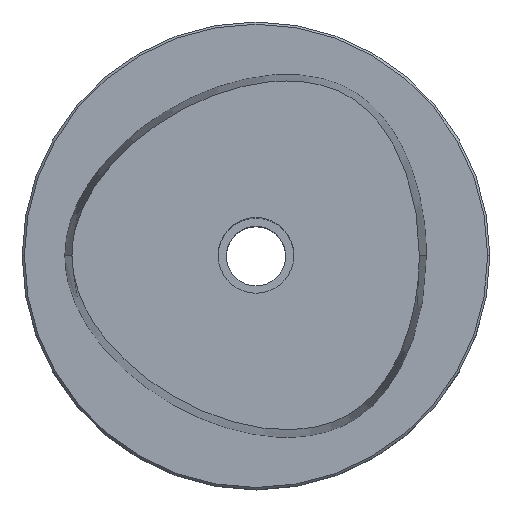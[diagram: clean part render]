
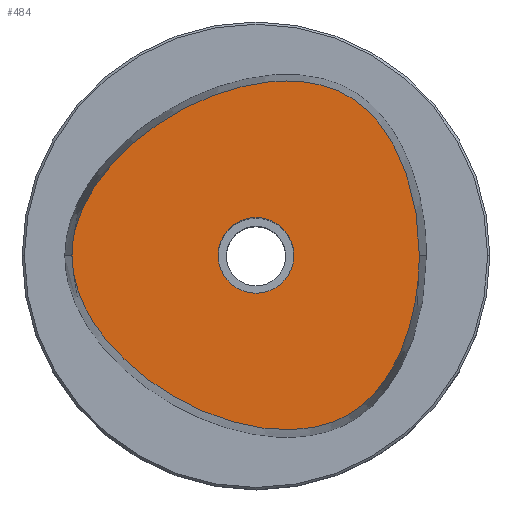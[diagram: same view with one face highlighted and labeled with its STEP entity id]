
A CAD part, top view. The second image highlights one B-rep face of the part: STEP entity #484.
In plain terms, the highlighted planar face has unit normal (0, 0, 1).
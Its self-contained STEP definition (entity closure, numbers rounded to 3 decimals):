
#6=CARTESIAN_POINT('',(-24.8,0.,38.));
#7=CARTESIAN_POINT('',(-24.8,-7.298,38.));
#8=CARTESIAN_POINT('',(-12.64,-21.893,38.));
#9=CARTESIAN_POINT('',(15.44,-26.743,38.));
#10=CARTESIAN_POINT('',(22.,-8.914,38.));
#11=CARTESIAN_POINT('',(22.,0.,38.));
#17=CARTESIAN_POINT('',(22.,0.,38.));
#18=CARTESIAN_POINT('',(22.,8.914,38.));
#19=CARTESIAN_POINT('',(15.44,26.743,38.));
#20=CARTESIAN_POINT('',(-12.64,21.893,38.));
#21=CARTESIAN_POINT('',(-24.8,7.298,38.));
#22=CARTESIAN_POINT('',(-24.8,0.,38.));
#27=CARTESIAN_POINT('',(0.,0.,38.));
#28=DIRECTION('',(0.,0.,-1.));
#29=DIRECTION('',(-1.,0.,0.));
#30=AXIS2_PLACEMENT_3D('',#27,#28,#29);
#35=CARTESIAN_POINT('',(0.,0.,38.));
#36=DIRECTION('',(0.,0.,-1.));
#37=DIRECTION('',(1.,0.,0.));
#38=AXIS2_PLACEMENT_3D('',#35,#36,#37);
#435=VERTEX_POINT('',#6);
#436=VERTEX_POINT('',#11);
#439=CARTESIAN_POINT('',(-5.1,0.,38.));
#440=CARTESIAN_POINT('',(5.1,0.,38.));
#441=VERTEX_POINT('',#439);
#442=VERTEX_POINT('',#440);
#467=CARTESIAN_POINT('',(0.,0.,38.));
#468=DIRECTION('',(0.,0.,-1.));
#469=DIRECTION('',(-1.,0.,0.));
#470=AXIS2_PLACEMENT_3D('',#467,#468,#469);
#471=PLANE('',#470);
#473=ORIENTED_EDGE('',*,*,#472,.F.);
#475=ORIENTED_EDGE('',*,*,#474,.F.);
#476=EDGE_LOOP('',(#473,#475));
#477=FACE_OUTER_BOUND('',#476,.F.);
#479=ORIENTED_EDGE('',*,*,#478,.F.);
#481=ORIENTED_EDGE('',*,*,#480,.F.);
#482=EDGE_LOOP('',(#479,#481));
#483=FACE_BOUND('',#482,.F.);
#12=B_SPLINE_CURVE_WITH_KNOTS('',3,(#6,#7,#8,#9,#10,#11),.UNSPECIFIED.,.F.,.F.,(
4,1,1,4),(0.,0.333,0.667,1.),.UNSPECIFIED.);
#23=B_SPLINE_CURVE_WITH_KNOTS('',3,(#17,#18,#19,#20,#21,#22),.UNSPECIFIED.,.F.,
.F.,(4,1,1,4),(0.,0.333,0.667,1.),.UNSPECIFIED.);
#31=CIRCLE('',#30,5.1);
#39=CIRCLE('',#38,5.1);
#472=EDGE_CURVE('',#435,#436,#12,.T.);
#474=EDGE_CURVE('',#436,#435,#23,.T.);
#478=EDGE_CURVE('',#441,#442,#31,.T.);
#480=EDGE_CURVE('',#442,#441,#39,.T.);
#484=ADVANCED_FACE('',(#477,#483),#471,.F.);
